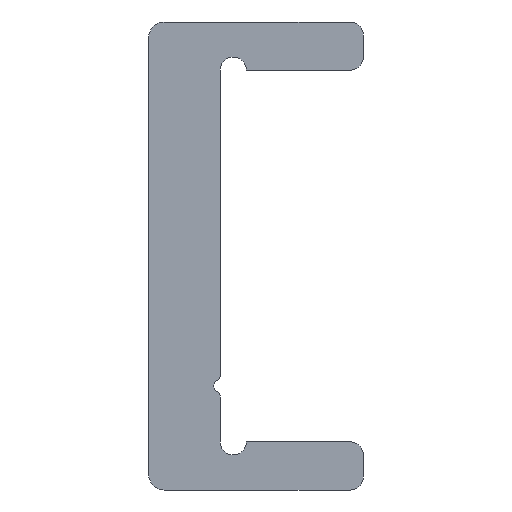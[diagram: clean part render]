
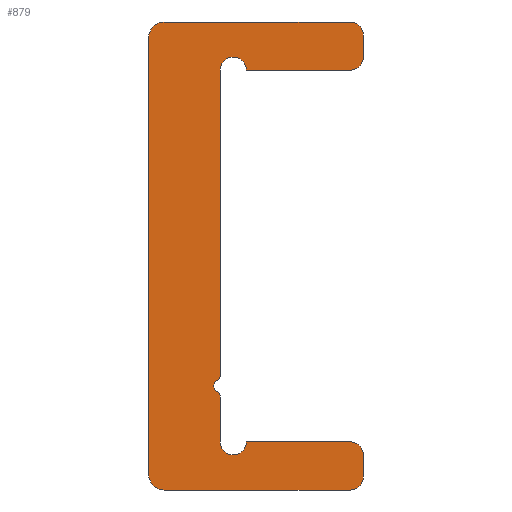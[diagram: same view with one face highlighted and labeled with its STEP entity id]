
A CAD part, left-side view. The second image highlights one B-rep face of the part: STEP entity #879.
In plain terms, the highlighted planar face has unit normal (-1, 0, 0).
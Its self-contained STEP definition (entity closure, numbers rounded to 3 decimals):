
#152=CARTESIAN_POINT('',(0.0,1.375,-4.567));
#153=VERTEX_POINT('',#152);
#160=CARTESIAN_POINT('',(0.0,1.5,-4.783));
#161=VERTEX_POINT('',#160);
#162=CARTESIAN_POINT('',(0.0,1.625,-4.567));
#163=DIRECTION('',(1.0,0.0,0.0));
#164=DIRECTION('',(0.0,-1.0,0.0));
#165=AXIS2_PLACEMENT_3D('',#162,#163,#164);
#166=CIRCLE('',#165,0.25);
#167=EDGE_CURVE('',#153,#161,#166,.T.);
#257=CARTESIAN_POINT('',(0.0,1.375,7.15));
#258=VERTEX_POINT('',#257);
#265=CARTESIAN_POINT('',(0.0,1.375,7.15));
#266=DIRECTION('',(0.0,0.0,-1.0));
#267=VECTOR('',#266,11.717);
#268=LINE('',#265,#267);
#269=EDGE_CURVE('',#258,#153,#268,.T.);
#293=CARTESIAN_POINT('',(0.0,-4.125,-8.5));
#294=VERTEX_POINT('',#293);
#301=CARTESIAN_POINT('',(0.0,-3.625,-9.));
#302=VERTEX_POINT('',#301);
#303=CARTESIAN_POINT('',(0.0,-3.625,-8.5));
#304=DIRECTION('',(1.0,0.0,0.0));
#305=DIRECTION('',(0.0,-1.0,0.0));
#306=AXIS2_PLACEMENT_3D('',#303,#304,#305);
#307=CIRCLE('',#306,0.5);
#308=EDGE_CURVE('',#294,#302,#307,.T.);
#332=CARTESIAN_POINT('',(0.0,-4.125,-7.65));
#333=VERTEX_POINT('',#332);
#340=CARTESIAN_POINT('',(0.0,-4.125,-7.65));
#341=DIRECTION('',(0.0,0.0,-1.0));
#342=VECTOR('',#341,0.85);
#343=LINE('',#340,#342);
#344=EDGE_CURVE('',#333,#294,#343,.T.);
#364=CARTESIAN_POINT('',(0.0,-3.625,-7.15));
#365=VERTEX_POINT('',#364);
#372=CARTESIAN_POINT('',(0.0,-3.625,-7.65));
#373=DIRECTION('',(1.0,0.0,0.0));
#374=DIRECTION('',(0.0,0.0,1.0));
#375=AXIS2_PLACEMENT_3D('',#372,#373,#374);
#376=CIRCLE('',#375,0.5);
#377=EDGE_CURVE('',#365,#333,#376,.T.);
#396=CARTESIAN_POINT('',(0.0,0.375,-7.15));
#397=VERTEX_POINT('',#396);
#404=CARTESIAN_POINT('',(0.0,0.375,-7.15));
#405=DIRECTION('',(0.0,-1.0,0.0));
#406=VECTOR('',#405,4.);
#407=LINE('',#404,#406);
#408=EDGE_CURVE('',#397,#365,#407,.T.);
#428=CARTESIAN_POINT('',(0.0,1.375,-7.15));
#429=VERTEX_POINT('',#428);
#436=CARTESIAN_POINT('',(0.0,0.875,-7.15));
#437=DIRECTION('',(-1.0,0.0,0.0));
#438=DIRECTION('',(0.0,1.0,0.0));
#439=AXIS2_PLACEMENT_3D('',#436,#437,#438);
#440=CIRCLE('',#439,0.5);
#441=EDGE_CURVE('',#429,#397,#440,.T.);
#460=CARTESIAN_POINT('',(0.0,1.375,-5.433));
#461=VERTEX_POINT('',#460);
#468=CARTESIAN_POINT('',(0.0,1.375,-5.433));
#469=DIRECTION('',(0.0,0.0,-1.0));
#470=VECTOR('',#469,1.717);
#471=LINE('',#468,#470);
#472=EDGE_CURVE('',#461,#429,#471,.T.);
#492=CARTESIAN_POINT('',(0.0,1.5,-5.217));
#493=VERTEX_POINT('',#492);
#500=CARTESIAN_POINT('',(0.0,1.625,-5.433));
#501=DIRECTION('',(1.0,0.0,0.0));
#502=DIRECTION('',(0.0,-0.5,0.866));
#503=AXIS2_PLACEMENT_3D('',#500,#501,#502);
#504=CIRCLE('',#503,0.25);
#505=EDGE_CURVE('',#493,#461,#504,.T.);
#524=CARTESIAN_POINT('',(0.0,1.375,-5.0));
#525=DIRECTION('',(-1.0,0.0,0.0));
#526=DIRECTION('',(0.0,-0.5,0.866));
#527=AXIS2_PLACEMENT_3D('',#524,#525,#526);
#528=CIRCLE('',#527,0.25);
#529=EDGE_CURVE('',#161,#493,#528,.T.);
#549=CARTESIAN_POINT('',(0.0,0.375,7.15));
#550=VERTEX_POINT('',#549);
#557=CARTESIAN_POINT('',(0.0,0.875,7.15));
#558=DIRECTION('',(-1.0,0.0,0.0));
#559=DIRECTION('',(0.0,-1.0,0.0));
#560=AXIS2_PLACEMENT_3D('',#557,#558,#559);
#561=CIRCLE('',#560,0.5);
#562=EDGE_CURVE('',#550,#258,#561,.T.);
#581=CARTESIAN_POINT('',(0.0,-3.625,7.15));
#582=VERTEX_POINT('',#581);
#589=CARTESIAN_POINT('',(0.0,-3.625,7.15));
#590=DIRECTION('',(0.0,1.0,0.0));
#591=VECTOR('',#590,4.);
#592=LINE('',#589,#591);
#593=EDGE_CURVE('',#582,#550,#592,.T.);
#613=CARTESIAN_POINT('',(0.0,-4.125,7.65));
#614=VERTEX_POINT('',#613);
#621=CARTESIAN_POINT('',(0.0,-3.625,7.65));
#622=DIRECTION('',(1.0,0.0,0.0));
#623=DIRECTION('',(0.0,-1.0,0.0));
#624=AXIS2_PLACEMENT_3D('',#621,#622,#623);
#625=CIRCLE('',#624,0.5);
#626=EDGE_CURVE('',#614,#582,#625,.T.);
#645=CARTESIAN_POINT('',(0.0,-4.125,8.5));
#646=VERTEX_POINT('',#645);
#653=CARTESIAN_POINT('',(0.0,-4.125,8.5));
#654=DIRECTION('',(0.0,0.0,-1.0));
#655=VECTOR('',#654,0.85);
#656=LINE('',#653,#655);
#657=EDGE_CURVE('',#646,#614,#656,.T.);
#677=CARTESIAN_POINT('',(0.0,-3.625,9.));
#678=VERTEX_POINT('',#677);
#685=CARTESIAN_POINT('',(0.0,-3.625,8.5));
#686=DIRECTION('',(1.0,0.0,0.0));
#687=DIRECTION('',(0.0,0.0,1.0));
#688=AXIS2_PLACEMENT_3D('',#685,#686,#687);
#689=CIRCLE('',#688,0.5);
#690=EDGE_CURVE('',#678,#646,#689,.T.);
#709=CARTESIAN_POINT('',(0.0,3.525,9.));
#710=VERTEX_POINT('',#709);
#717=CARTESIAN_POINT('',(0.0,3.525,9.));
#718=DIRECTION('',(0.0,-1.0,0.0));
#719=VECTOR('',#718,7.15);
#720=LINE('',#717,#719);
#721=EDGE_CURVE('',#710,#678,#720,.T.);
#741=CARTESIAN_POINT('',(0.0,4.125,8.4));
#742=VERTEX_POINT('',#741);
#749=CARTESIAN_POINT('',(0.0,3.525,8.4));
#750=DIRECTION('',(1.0,0.0,0.0));
#751=DIRECTION('',(0.0,1.0,0.0));
#752=AXIS2_PLACEMENT_3D('',#749,#750,#751);
#753=CIRCLE('',#752,0.6);
#754=EDGE_CURVE('',#742,#710,#753,.T.);
#773=CARTESIAN_POINT('',(0.0,4.125,-8.4));
#774=VERTEX_POINT('',#773);
#781=CARTESIAN_POINT('',(0.0,4.125,-8.4));
#782=DIRECTION('',(0.0,0.0,1.0));
#783=VECTOR('',#782,16.8);
#784=LINE('',#781,#783);
#785=EDGE_CURVE('',#774,#742,#784,.T.);
#811=CARTESIAN_POINT('',(0.0,3.525,-9.));
#812=VERTEX_POINT('',#811);
#819=CARTESIAN_POINT('',(0.0,3.525,-8.4));
#820=DIRECTION('',(1.0,0.0,0.0));
#821=DIRECTION('',(0.0,0.0,-1.0));
#822=AXIS2_PLACEMENT_3D('',#819,#820,#821);
#823=CIRCLE('',#822,0.6);
#824=EDGE_CURVE('',#812,#774,#823,.T.);
#842=CARTESIAN_POINT('',(0.0,-3.625,-9.));
#843=DIRECTION('',(0.0,1.0,0.0));
#844=VECTOR('',#843,7.15);
#845=LINE('',#842,#844);
#846=EDGE_CURVE('',#302,#812,#845,.T.);
#852=CARTESIAN_POINT('',(0.0,1.046,-0.014));
#853=DIRECTION('',(1.0,0.0,0.0));
#854=DIRECTION('',(0.0,0.0,-1.0));
#855=AXIS2_PLACEMENT_3D('',#852,#853,#854);
#856=PLANE('',#855);
#857=ORIENTED_EDGE('',*,*,#846,.F.);
#858=ORIENTED_EDGE('',*,*,#308,.F.);
#859=ORIENTED_EDGE('',*,*,#344,.F.);
#860=ORIENTED_EDGE('',*,*,#377,.F.);
#861=ORIENTED_EDGE('',*,*,#408,.F.);
#862=ORIENTED_EDGE('',*,*,#441,.F.);
#863=ORIENTED_EDGE('',*,*,#472,.F.);
#864=ORIENTED_EDGE('',*,*,#505,.F.);
#865=ORIENTED_EDGE('',*,*,#529,.F.);
#866=ORIENTED_EDGE('',*,*,#167,.F.);
#867=ORIENTED_EDGE('',*,*,#269,.F.);
#868=ORIENTED_EDGE('',*,*,#562,.F.);
#869=ORIENTED_EDGE('',*,*,#593,.F.);
#870=ORIENTED_EDGE('',*,*,#626,.F.);
#871=ORIENTED_EDGE('',*,*,#657,.F.);
#872=ORIENTED_EDGE('',*,*,#690,.F.);
#873=ORIENTED_EDGE('',*,*,#721,.F.);
#874=ORIENTED_EDGE('',*,*,#754,.F.);
#875=ORIENTED_EDGE('',*,*,#785,.F.);
#876=ORIENTED_EDGE('',*,*,#824,.F.);
#877=EDGE_LOOP('',(#857,#858,#859,#860,#861,#862,#863,#864,#865,#866,#867,#868,#869,#870,#871,#872,#873,#874,#875,#876));
#878=FACE_OUTER_BOUND('',#877,.T.);
#879=ADVANCED_FACE('',(#878),#856,.F.);
